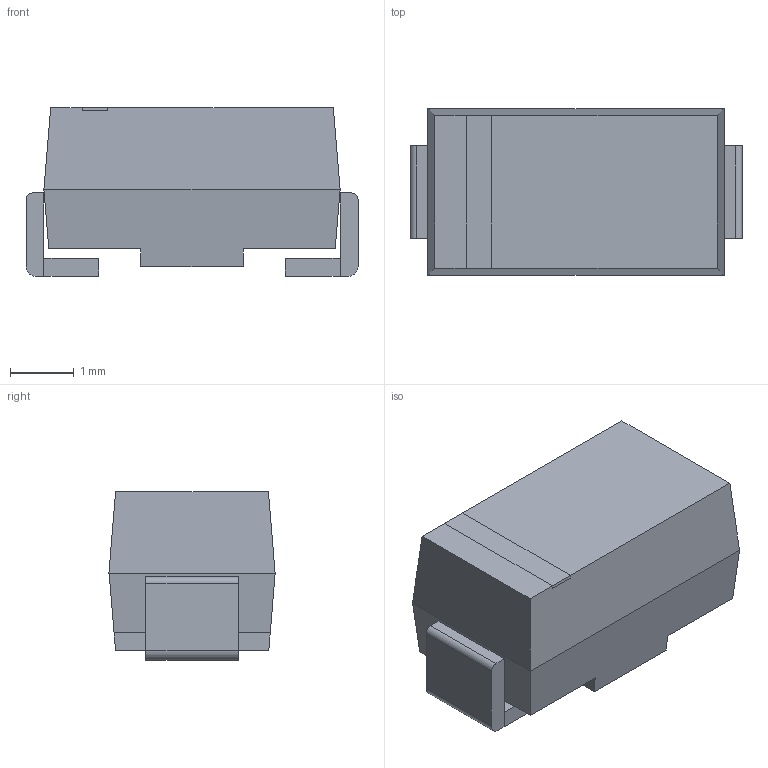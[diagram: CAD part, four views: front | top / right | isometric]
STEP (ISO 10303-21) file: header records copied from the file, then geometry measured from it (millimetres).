
FILE_DESCRIPTION((''),'2;1');
FILE_NAME('DIOM5226X264N.stp','2012-05-23T09:05:28',(''),(''),'Mechanical Desktop 2011','Mechanical Desktop 2011',', , ');
FILE_SCHEMA(('AUTOMOTIVE_DESIGN { 1 2 10303 214 1 1 1 1 }'));
Length unit declared in the file: millimetre
Products named in the file (1): Product
Bounding box: 5.2 x 2.6 x 2.64 mm (x, y, z)
Volume: 28 mm3; surface area: 99.5 mm2
Topology: 7 solids, 7 shells, 55 faces, 123 edges, 82 vertices
Faces by surface type: plane 37, bspline 16, cylinder 2
Entity records: 1584 total; most frequent: CARTESIAN_POINT 337, ORIENTED_EDGE 246, DIRECTION 211, EDGE_CURVE 123, VECTOR 115, LINE 115, VERTEX_POINT 82, EDGE_LOOP 55
